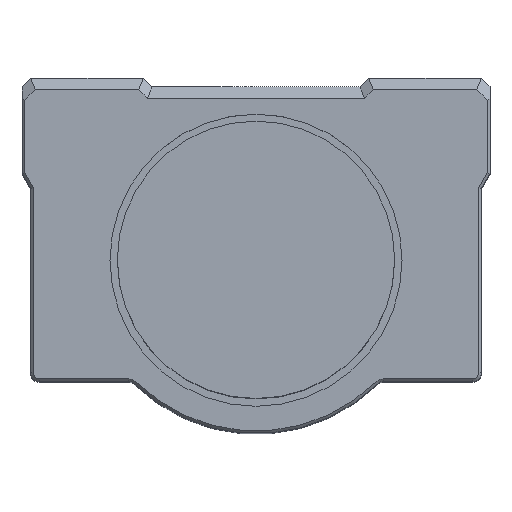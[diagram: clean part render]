
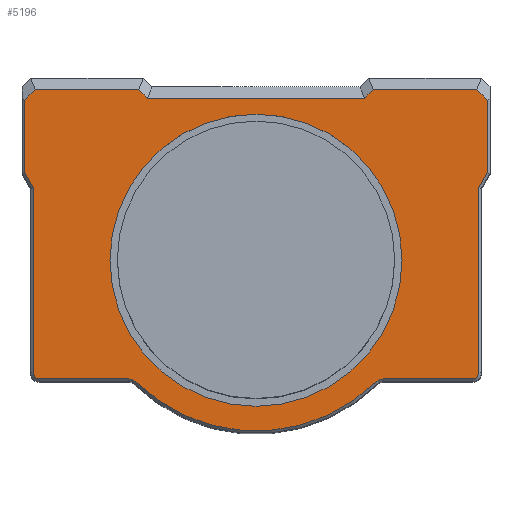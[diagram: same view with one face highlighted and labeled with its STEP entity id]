
A CAD part, top view. The second image highlights one B-rep face of the part: STEP entity #5196.
In plain terms, the highlighted planar face has unit normal (0, 0, 1).
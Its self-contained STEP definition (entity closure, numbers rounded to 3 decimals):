
#4714=CARTESIAN_POINT('',(26.7,18.462,26.5));
#4715=VERTEX_POINT('',#4714);
#4722=CARTESIAN_POINT('',(26.7,10.08,26.5));
#4723=VERTEX_POINT('',#4722);
#4724=CARTESIAN_POINT('',(26.7,18.462,26.5));
#4725=DIRECTION('',(0.0,-1.0,0.0));
#4726=VECTOR('',#4725,8.381);
#4727=LINE('',#4724,#4726);
#4728=EDGE_CURVE('',#4715,#4723,#4727,.T.);
#4752=CARTESIAN_POINT('',(25.7,8.348,26.5));
#4753=VERTEX_POINT('',#4752);
#4754=CARTESIAN_POINT('',(26.7,10.08,26.5));
#4755=DIRECTION('',(-0.5,-0.866,0.0));
#4756=VECTOR('',#4755,2.);
#4757=LINE('',#4754,#4756);
#4758=EDGE_CURVE('',#4723,#4753,#4757,.T.);
#4783=CARTESIAN_POINT('',(25.7,-13.,26.5));
#4784=VERTEX_POINT('',#4783);
#4800=CARTESIAN_POINT('',(25.7,8.348,26.5));
#4801=DIRECTION('',(0.0,-1.0,0.0));
#4802=VECTOR('',#4801,21.348);
#4803=LINE('',#4800,#4802);
#4804=EDGE_CURVE('',#4753,#4784,#4803,.T.);
#4814=CARTESIAN_POINT('',(25.,-13.7,26.5));
#4815=VERTEX_POINT('',#4814);
#4830=CARTESIAN_POINT('',(25.0,-13.,26.5));
#4831=DIRECTION('',(0.0,0.0,-1.0));
#4832=DIRECTION('',(0.0,-1.0,0.0));
#4833=AXIS2_PLACEMENT_3D('',#4830,#4831,#4832);
#4834=CIRCLE('',#4833,0.7);
#4835=EDGE_CURVE('',#4784,#4815,#4834,.T.);
#4845=CARTESIAN_POINT('',(14.697,-13.7,26.5));
#4846=VERTEX_POINT('',#4845);
#4855=CARTESIAN_POINT('',(25.,-13.7,26.5));
#4856=DIRECTION('',(-1.0,0.0,0.0));
#4857=VECTOR('',#4856,10.303);
#4858=LINE('',#4855,#4857);
#4859=EDGE_CURVE('',#4815,#4846,#4858,.T.);
#4869=CARTESIAN_POINT('',(13.787,-14.071,26.5));
#4870=VERTEX_POINT('',#4869);
#4887=CARTESIAN_POINT('',(14.697,-15.,26.5));
#4888=DIRECTION('',(0.0,0.0,1.0));
#4889=DIRECTION('',(0.0,1.0,0.0));
#4890=AXIS2_PLACEMENT_3D('',#4887,#4888,#4889);
#4891=CIRCLE('',#4890,1.3);
#4892=EDGE_CURVE('',#4846,#4870,#4891,.T.);
#4902=CARTESIAN_POINT('',(-13.787,-14.071,26.5));
#4903=VERTEX_POINT('',#4902);
#4920=CARTESIAN_POINT('',(0.0,0.0,26.5));
#4921=DIRECTION('',(0.0,0.0,-1.0));
#4922=DIRECTION('',(-0.7,-0.714,0.0));
#4923=AXIS2_PLACEMENT_3D('',#4920,#4921,#4922);
#4924=CIRCLE('',#4923,19.7);
#4925=EDGE_CURVE('',#4870,#4903,#4924,.T.);
#4935=CARTESIAN_POINT('',(-14.697,-13.7,26.5));
#4936=VERTEX_POINT('',#4935);
#4951=CARTESIAN_POINT('',(-14.697,-15.,26.5));
#4952=DIRECTION('',(0.0,0.0,1.0));
#4953=DIRECTION('',(0.7,0.714,0.0));
#4954=AXIS2_PLACEMENT_3D('',#4951,#4952,#4953);
#4955=CIRCLE('',#4954,1.3);
#4956=EDGE_CURVE('',#4903,#4936,#4955,.T.);
#4966=CARTESIAN_POINT('',(-25.0,-13.7,26.5));
#4967=VERTEX_POINT('',#4966);
#4976=CARTESIAN_POINT('',(-14.697,-13.7,26.5));
#4977=DIRECTION('',(-1.0,0.0,0.0));
#4978=VECTOR('',#4977,10.303);
#4979=LINE('',#4976,#4978);
#4980=EDGE_CURVE('',#4936,#4967,#4979,.T.);
#4990=CARTESIAN_POINT('',(-25.7,-13.,26.5));
#4991=VERTEX_POINT('',#4990);
#5008=CARTESIAN_POINT('',(-25.0,-13.,26.5));
#5009=DIRECTION('',(0.0,0.0,-1.0));
#5010=DIRECTION('',(-1.0,0.0,0.0));
#5011=AXIS2_PLACEMENT_3D('',#5008,#5009,#5010);
#5012=CIRCLE('',#5011,0.7);
#5013=EDGE_CURVE('',#4967,#4991,#5012,.T.);
#5032=CARTESIAN_POINT('',(-25.7,8.348,26.5));
#5033=VERTEX_POINT('',#5032);
#5034=CARTESIAN_POINT('',(-25.7,-13.,26.5));
#5035=DIRECTION('',(0.0,1.0,0.0));
#5036=VECTOR('',#5035,21.348);
#5037=LINE('',#5034,#5036);
#5038=EDGE_CURVE('',#4991,#5033,#5037,.T.);
#5054=CARTESIAN_POINT('',(-26.7,10.08,26.5));
#5055=VERTEX_POINT('',#5054);
#5056=CARTESIAN_POINT('',(-25.7,8.348,26.5));
#5057=DIRECTION('',(-0.5,0.866,0.0));
#5058=VECTOR('',#5057,2.);
#5059=LINE('',#5056,#5058);
#5060=EDGE_CURVE('',#5033,#5055,#5059,.T.);
#5085=CARTESIAN_POINT('',(-26.7,18.462,26.5));
#5086=VERTEX_POINT('',#5085);
#5102=CARTESIAN_POINT('',(-26.7,10.08,26.5));
#5103=DIRECTION('',(0.0,1.0,0.0));
#5104=VECTOR('',#5103,8.381);
#5105=LINE('',#5102,#5104);
#5106=EDGE_CURVE('',#5055,#5086,#5105,.T.);
#5111=CARTESIAN_POINT('',(0.,2.791,26.5));
#5112=DIRECTION('',(0.0,0.0,1.0));
#5113=DIRECTION('',(1.0,0.0,0.0));
#5114=AXIS2_PLACEMENT_3D('',#5111,#5112,#5113);
#5115=PLANE('',#5114);
#5116=ORIENTED_EDGE('',*,*,#5106,.F.);
#5117=ORIENTED_EDGE('',*,*,#5060,.F.);
#5118=ORIENTED_EDGE('',*,*,#5038,.F.);
#5119=ORIENTED_EDGE('',*,*,#5013,.F.);
#5120=ORIENTED_EDGE('',*,*,#4980,.F.);
#5121=ORIENTED_EDGE('',*,*,#4956,.F.);
#5122=ORIENTED_EDGE('',*,*,#4925,.F.);
#5123=ORIENTED_EDGE('',*,*,#4892,.F.);
#5124=ORIENTED_EDGE('',*,*,#4859,.F.);
#5125=ORIENTED_EDGE('',*,*,#4835,.F.);
#5126=ORIENTED_EDGE('',*,*,#4804,.F.);
#5127=ORIENTED_EDGE('',*,*,#4758,.F.);
#5128=ORIENTED_EDGE('',*,*,#4728,.F.);
#5129=CARTESIAN_POINT('',(25.462,19.7,26.5));
#5130=VERTEX_POINT('',#5129);
#5131=CARTESIAN_POINT('',(25.462,19.7,26.5));
#5132=DIRECTION('',(0.707,-0.707,0.0));
#5133=VECTOR('',#5132,1.751);
#5134=LINE('',#5131,#5133);
#5135=EDGE_CURVE('',#5130,#4715,#5134,.T.);
#5136=ORIENTED_EDGE('',*,*,#5135,.F.);
#5137=CARTESIAN_POINT('',(13.538,19.7,26.5));
#5138=VERTEX_POINT('',#5137);
#5139=CARTESIAN_POINT('',(13.538,19.7,26.5));
#5140=DIRECTION('',(1.0,0.0,0.0));
#5141=VECTOR('',#5140,11.923);
#5142=LINE('',#5139,#5141);
#5143=EDGE_CURVE('',#5138,#5130,#5142,.T.);
#5144=ORIENTED_EDGE('',*,*,#5143,.F.);
#5145=CARTESIAN_POINT('',(12.538,18.7,26.5));
#5146=VERTEX_POINT('',#5145);
#5147=CARTESIAN_POINT('',(12.538,18.7,26.5));
#5148=DIRECTION('',(0.707,0.707,0.0));
#5149=VECTOR('',#5148,1.414);
#5150=LINE('',#5147,#5149);
#5151=EDGE_CURVE('',#5146,#5138,#5150,.T.);
#5152=ORIENTED_EDGE('',*,*,#5151,.F.);
#5153=CARTESIAN_POINT('',(-12.538,18.7,26.5));
#5154=VERTEX_POINT('',#5153);
#5155=CARTESIAN_POINT('',(-12.538,18.7,26.5));
#5156=DIRECTION('',(1.0,0.0,0.0));
#5157=VECTOR('',#5156,25.077);
#5158=LINE('',#5155,#5157);
#5159=EDGE_CURVE('',#5154,#5146,#5158,.T.);
#5160=ORIENTED_EDGE('',*,*,#5159,.F.);
#5161=CARTESIAN_POINT('',(-13.538,19.7,26.5));
#5162=VERTEX_POINT('',#5161);
#5163=CARTESIAN_POINT('',(-13.538,19.7,26.5));
#5164=DIRECTION('',(0.707,-0.707,0.0));
#5165=VECTOR('',#5164,1.414);
#5166=LINE('',#5163,#5165);
#5167=EDGE_CURVE('',#5162,#5154,#5166,.T.);
#5168=ORIENTED_EDGE('',*,*,#5167,.F.);
#5169=CARTESIAN_POINT('',(-25.462,19.7,26.5));
#5170=VERTEX_POINT('',#5169);
#5171=CARTESIAN_POINT('',(-25.462,19.7,26.5));
#5172=DIRECTION('',(1.0,0.0,0.0));
#5173=VECTOR('',#5172,11.923);
#5174=LINE('',#5171,#5173);
#5175=EDGE_CURVE('',#5170,#5162,#5174,.T.);
#5176=ORIENTED_EDGE('',*,*,#5175,.F.);
#5177=CARTESIAN_POINT('',(-26.7,18.462,26.5));
#5178=DIRECTION('',(0.707,0.707,0.0));
#5179=VECTOR('',#5178,1.751);
#5180=LINE('',#5177,#5179);
#5181=EDGE_CURVE('',#5086,#5170,#5180,.T.);
#5182=ORIENTED_EDGE('',*,*,#5181,.F.);
#5183=EDGE_LOOP('',(#5116,#5117,#5118,#5119,#5120,#5121,#5122,#5123,#5124,#5125,#5126,#5127,#5128,#5136,#5144,#5152,#5160,#5168,#5176,#5182));
#5184=FACE_OUTER_BOUND('',#5183,.T.);
#5185=CARTESIAN_POINT('',(0.0,-16.85,26.5));
#5186=VERTEX_POINT('',#5185);
#5187=CARTESIAN_POINT('',(0.0,0.0,26.5));
#5188=DIRECTION('',(0.0,0.0,-1.0));
#5189=DIRECTION('',(0.0,-1.0,0.0));
#5190=AXIS2_PLACEMENT_3D('',#5187,#5188,#5189);
#5191=CIRCLE('',#5190,16.85);
#5192=EDGE_CURVE('',#5186,#5186,#5191,.T.);
#5193=ORIENTED_EDGE('',*,*,#5192,.T.);
#5194=EDGE_LOOP('',(#5193));
#5195=FACE_BOUND('',#5194,.T.);
#5196=ADVANCED_FACE('',(#5184,#5195),#5115,.T.);
